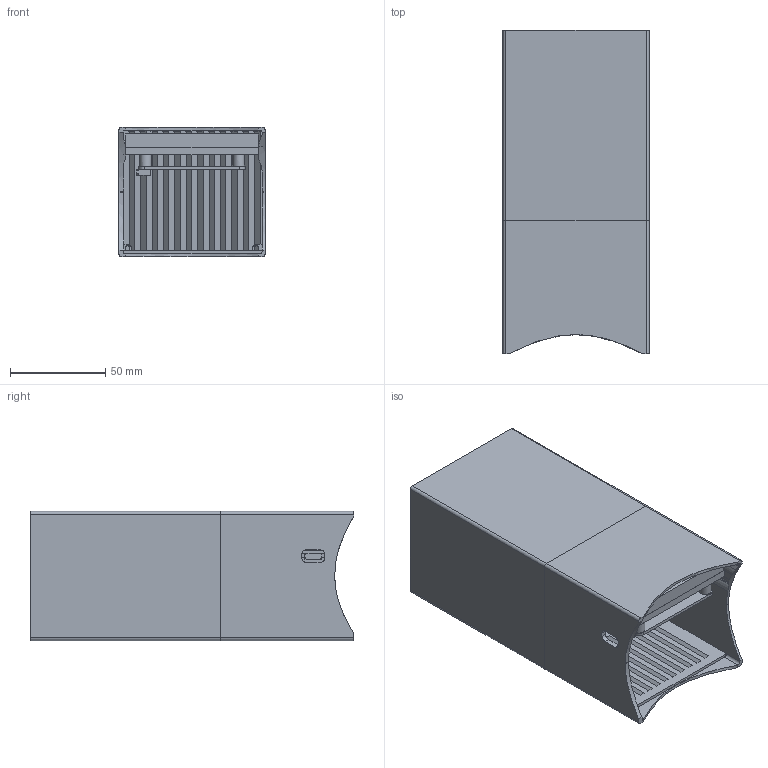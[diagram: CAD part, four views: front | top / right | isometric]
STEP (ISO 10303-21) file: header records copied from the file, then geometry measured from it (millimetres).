
FILE_DESCRIPTION(/* description */ (''),/* implementation_level */ '2;1');
FILE_NAME(/* name */ 'component_pi v16.step',/* time_stamp */ '2023-11-26T11:17:13-05:00',/* author */ (''),/* organization */ (''),/* preprocessor_version */ 'ST-DEVELOPER v20',/* originating_system */ 'Autodesk Translation Framework v12.14.0.127',/* authorisation */ '');
FILE_SCHEMA (('AUTOMOTIVE_DESIGN { 1 0 10303 214 3 1 1 }'));
Length unit declared in the file: millimetre
Products named in the file (7): component_pi; ssd; pi_ssd_mount; exterior; exterior-TOP; exterior-BOTTOM; pi
Assembly tree (6 placements, depth 3):
  component_pi
    ssd
    pi_ssd_mount
    exterior
      exterior-TOP
      exterior-BOTTOM
    pi
Bounding box: 76.85 x 170 x 68 mm (x, y, z)
Volume: 157086.6 mm3; surface area: 144980.9 mm2
Topology: 5 solids, 5 shells, 325 faces, 923 edges, 613 vertices
Faces by surface type: plane 228, cylinder 91, bspline 6
Full cylindrical faces by diameter (mm): 2.5 x4, 2.7 x4, 3 x12, 4.1 x4, 6 x4
Entity records: 11352 total; most frequent: CARTESIAN_POINT 2451, ORIENTED_EDGE 1846, DIRECTION 1741, EDGE_CURVE 923, LINE 691, VECTOR 691, VERTEX_POINT 613, AXIS2_PLACEMENT_3D 525
